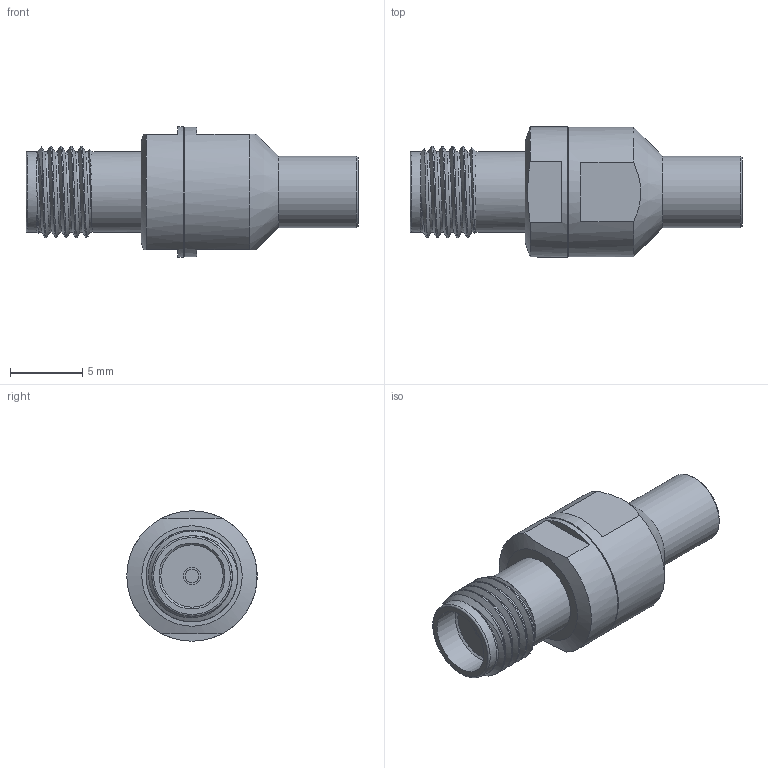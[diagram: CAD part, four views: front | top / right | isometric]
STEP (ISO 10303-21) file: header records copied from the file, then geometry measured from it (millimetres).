
FILE_DESCRIPTION (( 'STEP AP203' ), '1' );
FILE_NAME ('FMAD1008_3D.step', '2020-09-14T21:14:59', ( '' ), ( '' ), 'SwSTEP 2.0', 'SolidWorks 2018', '' );
FILE_SCHEMA (( 'CONFIG_CONTROL_DESIGN' ));
Length unit declared in the file: inch
Products named in the file (1): FMAD1008_3D
Bounding box: 23 x 9.03 x 9.03 mm (x, y, z)
Volume: 790.3 mm3; surface area: 691.5 mm2
Topology: 1 solids, 1 shells, 45 faces, 97 edges, 61 vertices
Faces by surface type: plane 18, cylinder 14, cone 8, bspline 3, sphere 1, torus 1
Full cylindrical faces by diameter (mm): 0.381 x1, 0.786 x1, 0.94 x1, 1.194 x1, 3.175 x1, 3.607 x1, 4.572 x1, 4.967 x1, 5.582 x2, 8.901 x1, 9 x1, 9.031 x1
Entity records: 2255 total; most frequent: CARTESIAN_POINT 1361, DIRECTION 172, ORIENTED_EDGE 132, AXIS2_PLACEMENT_3D 80, EDGE_LOOP 74, EDGE_CURVE 66, FACE_OUTER_BOUND 59, VERTEX_POINT 52
